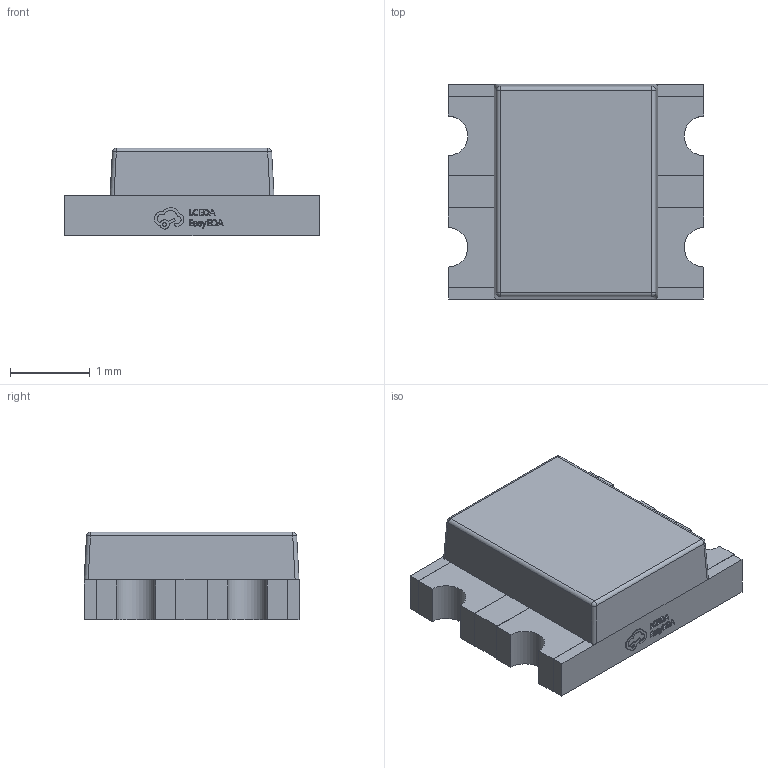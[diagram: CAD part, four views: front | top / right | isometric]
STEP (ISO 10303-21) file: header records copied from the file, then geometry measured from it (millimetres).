
FILE_DESCRIPTION (( 'STEP AP214' ), '1' );
FILE_NAME ('LED-ARRAY-SMD_4P-L3.2-W2.7-H1.1-P1.4.step', '2022-07-08T11:20:55', ( '' ), ( '' ), 'SwSTEP 2.0', 'SolidWorks 2020', '' );
FILE_SCHEMA (( 'AUTOMOTIVE_DESIGN' ));
Length unit declared in the file: millimetre
Products named in the file (1): LED-ARRAY-SMD_4P-L3.2-W2.7-H1.1-P1.4
Bounding box: 3.22 x 2.71 x 1.1 mm (x, y, z)
Volume: 7.4 mm3; surface area: 28.3 mm2
Topology: 1 solids, 1 shells, 347 faces, 941 edges, 622 vertices
Faces by surface type: plane 219, bspline 112, cylinder 12, sphere 4
Entity records: 15223 total; most frequent: CARTESIAN_POINT 4027, ORIENTED_EDGE 1882, DIRECTION 1201, EDGE_CURVE 941, LINE 689, VECTOR 689, VERTEX_POINT 622, EDGE_LOOP 373
